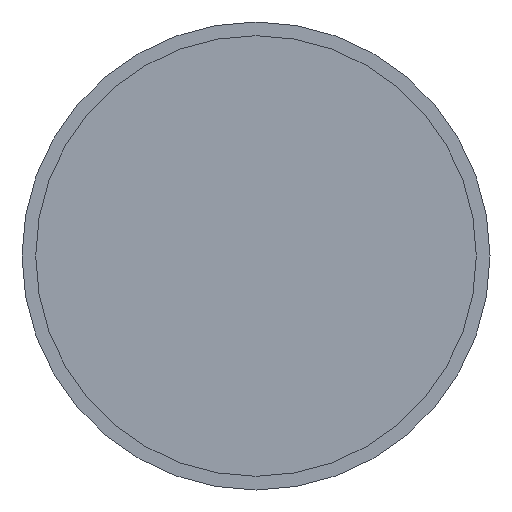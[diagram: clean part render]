
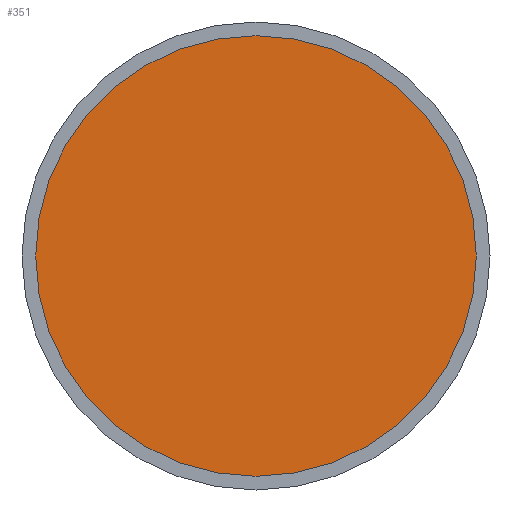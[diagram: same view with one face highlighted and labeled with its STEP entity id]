
A CAD part, front view. The second image highlights one B-rep face of the part: STEP entity #351.
In plain terms, the highlighted planar face has unit normal (0, -1, 0).
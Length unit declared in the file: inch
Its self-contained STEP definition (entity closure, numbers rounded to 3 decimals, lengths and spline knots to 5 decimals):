
#31 = AXIS2_PLACEMENT_3D ( 'NONE', #193, #257, #131 ) ;
#47 = PLANE ( 'NONE',  #194 ) ;
#127 = EDGE_CURVE ( 'NONE', #516, #226, #531, .T. ) ;
#128 = CARTESIAN_POINT ( 'NONE',  ( 0., 0., 0.9075 ) ) ;
#131 = DIRECTION ( 'NONE',  ( 0., 0., 1. ) ) ;
#163 = CARTESIAN_POINT ( 'NONE',  ( 0., 0., 0. ) ) ;
#169 = DIRECTION ( 'NONE',  ( 0., 1., 0. ) ) ;
#186 = CARTESIAN_POINT ( 'NONE',  ( 0., 0., -0.9075 ) ) ;
#192 = EDGE_LOOP ( 'NONE', ( #610, #670 ) ) ;
#193 = CARTESIAN_POINT ( 'NONE',  ( 0., 0., 0. ) ) ;
#194 = AXIS2_PLACEMENT_3D ( 'NONE', #163, #169, #230 ) ;
#226 = VERTEX_POINT ( 'NONE', #186 ) ;
#230 = DIRECTION ( 'NONE',  ( 0., 0., 1. ) ) ;
#257 = DIRECTION ( 'NONE',  ( 0., 1., 0. ) ) ;
#350 = DIRECTION ( 'NONE',  ( 0., 1., 0. ) ) ;
#351 = ADVANCED_FACE ( 'NONE', ( #424 ), #47, .F. ) ;
#424 = FACE_OUTER_BOUND ( 'NONE', #192, .T. ) ;
#516 = VERTEX_POINT ( 'NONE', #128 ) ;
#521 = EDGE_CURVE ( 'NONE', #226, #516, #528, .T. ) ;
#528 = CIRCLE ( 'NONE', #31, 0.9075 ) ;
#531 = CIRCLE ( 'NONE', #680, 0.9075 ) ;
#537 = DIRECTION ( 'NONE',  ( 0., 0., 1. ) ) ;
#610 = ORIENTED_EDGE ( 'NONE', *, *, #521, .F. ) ;
#659 = CARTESIAN_POINT ( 'NONE',  ( 0., 0., 0. ) ) ;
#670 = ORIENTED_EDGE ( 'NONE', *, *, #127, .F. ) ;
#680 = AXIS2_PLACEMENT_3D ( 'NONE', #659, #350, #537 ) ;
